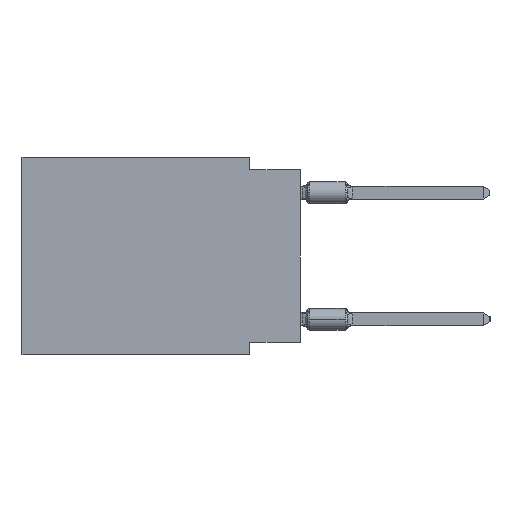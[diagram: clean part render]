
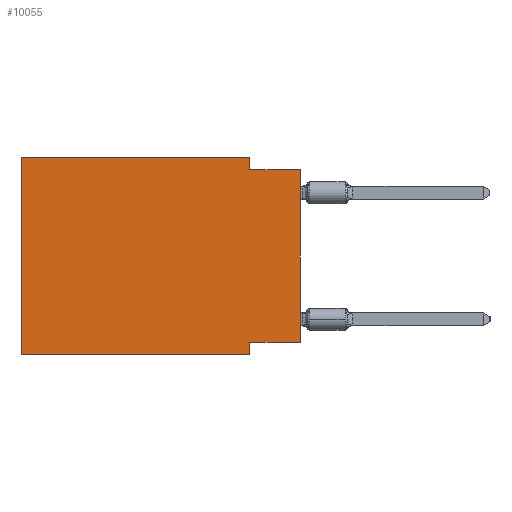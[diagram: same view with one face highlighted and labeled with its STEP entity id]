
A CAD part, left-side view. The second image highlights one B-rep face of the part: STEP entity #10055.
In plain terms, the highlighted planar face has unit normal (-1, 0, 0).
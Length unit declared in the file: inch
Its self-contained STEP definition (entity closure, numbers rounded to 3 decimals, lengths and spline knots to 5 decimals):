
#1177 = CARTESIAN_POINT ( 'NONE',  ( 0., 0.55, 0. ) ) ;
#1248 = VERTEX_POINT ( 'NONE', #3922 ) ;
#2583 = VECTOR ( 'NONE', #22452, 39.37008 ) ;
#2667 = LINE ( 'NONE', #7148, #17727 ) ;
#3019 = ORIENTED_EDGE ( 'NONE', *, *, #53605, .F. ) ;
#3035 = CARTESIAN_POINT ( 'NONE',  ( 0., 0.55, -0.39 ) ) ;
#3922 = CARTESIAN_POINT ( 'NONE',  ( 0., 0.1, 0. ) ) ;
#5390 = DIRECTION ( 'NONE',  ( 0., 0., 1. ) ) ;
#7148 = CARTESIAN_POINT ( 'NONE',  ( 0., 0.1, 0. ) ) ;
#7854 = ORIENTED_EDGE ( 'NONE', *, *, #40662, .F. ) ;
#8660 = VECTOR ( 'NONE', #25854, 39.37008 ) ;
#9583 = VERTEX_POINT ( 'NONE', #42281 ) ;
#9897 = ORIENTED_EDGE ( 'NONE', *, *, #41180, .T. ) ;
#10055 = ADVANCED_FACE ( 'NONE', ( #25624 ), #12155, .F. ) ;
#10559 = LINE ( 'NONE', #29494, #38347 ) ;
#11485 = CARTESIAN_POINT ( 'NONE',  ( 0., 0., -0.365 ) ) ;
#11606 = VERTEX_POINT ( 'NONE', #17954 ) ;
#11841 = DIRECTION ( 'NONE',  ( 1., 0., 0. ) ) ;
#12155 = PLANE ( 'NONE',  #15646 ) ;
#12196 = DIRECTION ( 'NONE',  ( 0., 0., 1. ) ) ;
#12506 = CARTESIAN_POINT ( 'NONE',  ( 0., 0., 0. ) ) ;
#13554 = EDGE_CURVE ( 'NONE', #52315, #9583, #53803, .T. ) ;
#14177 = EDGE_CURVE ( 'NONE', #15315, #1248, #46534, .T. ) ;
#14439 = ORIENTED_EDGE ( 'NONE', *, *, #14177, .F. ) ;
#15315 = VERTEX_POINT ( 'NONE', #1177 ) ;
#15646 = AXIS2_PLACEMENT_3D ( 'NONE', #45241, #11841, #51319 ) ;
#17325 = CARTESIAN_POINT ( 'NONE',  ( 0., 0.55, 0. ) ) ;
#17727 = VECTOR ( 'NONE', #41823, 39.37008 ) ;
#17954 = CARTESIAN_POINT ( 'NONE',  ( 0., 0.1, -0.025 ) ) ;
#18271 = EDGE_LOOP ( 'NONE', ( #22998, #7854, #3019, #14439, #31635, #9897, #39323, #18904 ) ) ;
#18904 = ORIENTED_EDGE ( 'NONE', *, *, #13554, .F. ) ;
#22452 = DIRECTION ( 'NONE',  ( 0., -1., 0. ) ) ;
#22998 = ORIENTED_EDGE ( 'NONE', *, *, #52931, .T. ) ;
#23054 = LINE ( 'NONE', #52292, #34800 ) ;
#23616 = CARTESIAN_POINT ( 'NONE',  ( 0., 0., -0.365 ) ) ;
#23940 = EDGE_CURVE ( 'NONE', #9583, #38468, #23054, .T. ) ;
#25302 = DIRECTION ( 'NONE',  ( 0., -1., 0. ) ) ;
#25443 = VECTOR ( 'NONE', #5390, 39.37008 ) ;
#25587 = CARTESIAN_POINT ( 'NONE',  ( 0., 0.55, 0. ) ) ;
#25624 = FACE_OUTER_BOUND ( 'NONE', #18271, .T. ) ;
#25854 = DIRECTION ( 'NONE',  ( 0., -1., 0. ) ) ;
#29494 = CARTESIAN_POINT ( 'NONE',  ( 0., 0., -0.025 ) ) ;
#31635 = ORIENTED_EDGE ( 'NONE', *, *, #62302, .F. ) ;
#34800 = VECTOR ( 'NONE', #46505, 39.37008 ) ;
#36353 = VERTEX_POINT ( 'NONE', #52426 ) ;
#38347 = VECTOR ( 'NONE', #25302, 39.37008 ) ;
#38468 = VERTEX_POINT ( 'NONE', #42849 ) ;
#39323 = ORIENTED_EDGE ( 'NONE', *, *, #23940, .F. ) ;
#40660 = CARTESIAN_POINT ( 'NONE',  ( 0., 0.55, -0.39 ) ) ;
#40662 = EDGE_CURVE ( 'NONE', #11606, #36353, #10559, .T. ) ;
#41180 = EDGE_CURVE ( 'NONE', #51017, #38468, #51546, .T. ) ;
#41823 = DIRECTION ( 'NONE',  ( 0., 0., -1. ) ) ;
#42281 = CARTESIAN_POINT ( 'NONE',  ( 0., 0.1, -0.365 ) ) ;
#42849 = CARTESIAN_POINT ( 'NONE',  ( 0., 0.1, -0.39 ) ) ;
#45241 = CARTESIAN_POINT ( 'NONE',  ( 0., 0.55, 0. ) ) ;
#46505 = DIRECTION ( 'NONE',  ( 0., 0., -1. ) ) ;
#46534 = LINE ( 'NONE', #17325, #2583 ) ;
#49474 = VECTOR ( 'NONE', #12196, 39.37008 ) ;
#51017 = VERTEX_POINT ( 'NONE', #3035 ) ;
#51319 = DIRECTION ( 'NONE',  ( 0., 0., -1. ) ) ;
#51546 = LINE ( 'NONE', #40660, #8660 ) ;
#52292 = CARTESIAN_POINT ( 'NONE',  ( 0., 0.1, -0.39 ) ) ;
#52315 = VERTEX_POINT ( 'NONE', #11485 ) ;
#52426 = CARTESIAN_POINT ( 'NONE',  ( 0., 0., -0.025 ) ) ;
#52931 = EDGE_CURVE ( 'NONE', #52315, #36353, #55866, .T. ) ;
#53174 = DIRECTION ( 'NONE',  ( 0., 1., 0. ) ) ;
#53605 = EDGE_CURVE ( 'NONE', #1248, #11606, #2667, .T. ) ;
#53803 = LINE ( 'NONE', #23616, #61947 ) ;
#55866 = LINE ( 'NONE', #12506, #49474 ) ;
#57759 = LINE ( 'NONE', #25587, #25443 ) ;
#61947 = VECTOR ( 'NONE', #53174, 39.37008 ) ;
#62302 = EDGE_CURVE ( 'NONE', #51017, #15315, #57759, .T. ) ;
